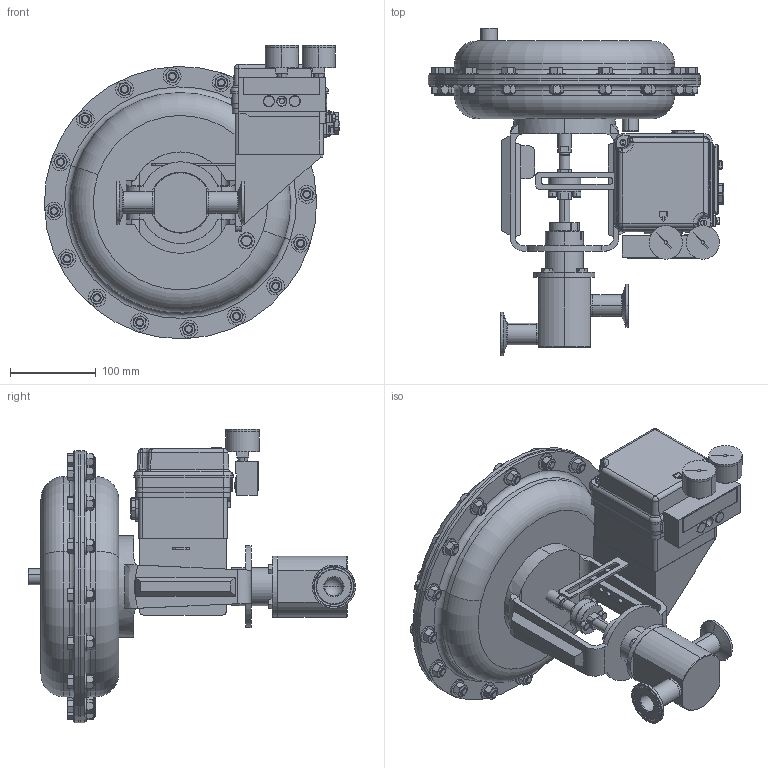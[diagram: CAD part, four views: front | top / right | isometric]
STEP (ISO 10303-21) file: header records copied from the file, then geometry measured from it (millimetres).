
FILE_DESCRIPTION (( 'STEP AP203' ), '1' );
FILE_NAME ('978ENSP-100-JD-55M-16IP.STEP', '2017-06-12T20:21:50', ( '' ), ( '' ), 'SwSTEP 2.0', 'SolidWorks 2014', '' );
FILE_SCHEMA (( 'CONFIG_CONTROL_DESIGN' ));
Products named in the file (2): 978ENSP-100-JD-55M-16IP
Bounding box: 344.26 x 381.33 x 342.27 mm (x, y, z)
Volume: 6374327.5 mm3; surface area: 1088899.5 mm2
Topology: 129 solids, 129 shells, 3185 faces, 7415 edges, 4478 vertices
Faces by surface type: plane 1313, cylinder 778, cone 655, bspline 373, torus 64, sphere 2
Entity records: 107335 total; most frequent: CARTESIAN_POINT 39201, ORIENTED_EDGE 14646, DIRECTION 13245, EDGE_CURVE 7323, AXIS2_PLACEMENT_3D 5055, VERTEX_POINT 4478, EDGE_LOOP 3315, ADVANCED_FACE 3185
